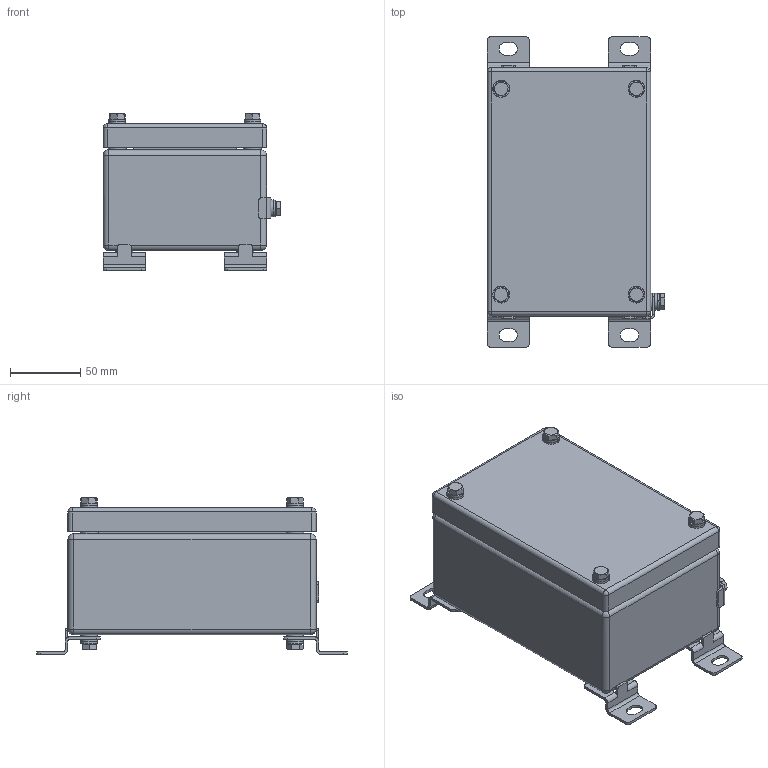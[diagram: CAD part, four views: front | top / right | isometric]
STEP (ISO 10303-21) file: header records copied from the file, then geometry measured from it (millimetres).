
FILE_DESCRIPTION((''),'2;1');
FILE_NAME('КСРВ-М171109.stp','2019-06-11T09:11:02',('L.A.Ronzhin'),(''),'Autodesk Inventor 2012','Autodesk Inventor 2012','');
FILE_SCHEMA(('AUTOMOTIVE_DESIGN { 1 0 10303 214 1 1 1 1 }'));
Length unit declared in the file: millimetre
Products named in the file (1): КСРВ-М171109
Bounding box: 126.2 x 220 x 111.2 mm (x, y, z)
Volume: 1834766.4 mm3; surface area: 129758.7 mm2
Topology: 1 solids, 1 shells, 491 faces, 1238 edges, 781 vertices
Faces by surface type: plane 256, cylinder 176, cone 47, sphere 12
Full cylindrical faces by diameter (mm): 5 x4, 5.459 x5, 6 x5, 6.4 x9, 6.5 x5, 6.9 x4, 7 x4, 7.5 x5, 8.7 x5, 12 x14, 12.7 x4
Entity records: 14595 total; most frequent: CARTESIAN_POINT 2635, DIRECTION 2463, ORIENTED_EDGE 2232, EDGE_CURVE 1116, AXIS2_PLACEMENT_3D 943, VERTEX_POINT 747, EDGE_LOOP 669, VECTOR 577
